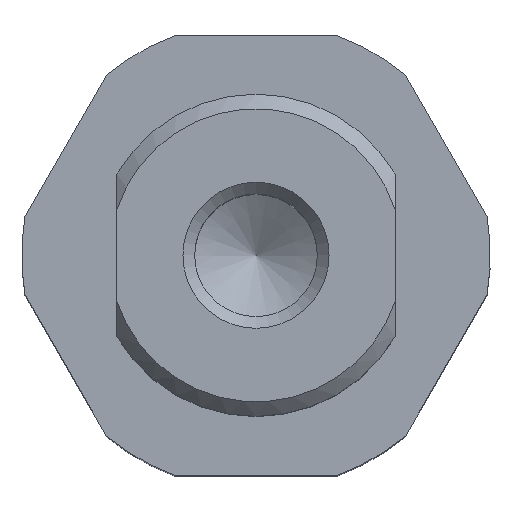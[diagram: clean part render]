
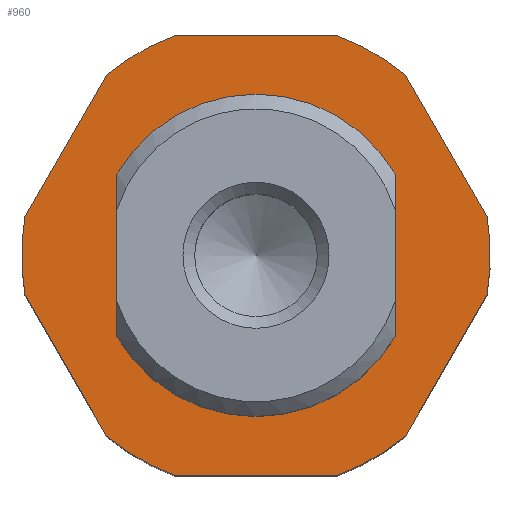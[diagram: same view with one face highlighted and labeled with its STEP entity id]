
A CAD part, top view. The second image highlights one B-rep face of the part: STEP entity #960.
In plain terms, the highlighted planar face has unit normal (0, 0, 1).
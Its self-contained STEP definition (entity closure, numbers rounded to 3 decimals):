
#39=FACE_BOUND('',#186,.T.);
#69=PLANE('',#1051);
#122=FACE_OUTER_BOUND('',#185,.T.);
#185=EDGE_LOOP('',(#820,#821,#822,#823,#824,#825,#826,#827,#828,#829,#830,
#831));
#186=EDGE_LOOP('',(#832,#833,#834,#835));
#214=LINE('',#1396,#294);
#218=LINE('',#1402,#298);
#223=LINE('',#1410,#303);
#239=LINE('',#1480,#319);
#240=LINE('',#1483,#320);
#245=LINE('',#1512,#325);
#247=LINE('',#1526,#327);
#267=LINE('',#1589,#347);
#294=VECTOR('',#1121,11.136);
#298=VECTOR('',#1129,11.136);
#303=VECTOR('',#1140,11.136);
#319=VECTOR('',#1206,11.136);
#320=VECTOR('',#1211,11.136);
#325=VECTOR('',#1228,11.091);
#327=VECTOR('',#1242,11.091);
#347=VECTOR('',#1310,11.136);
#349=CIRCLE('',#966,16.);
#351=CIRCLE('',#969,16.);
#353=CIRCLE('',#972,16.);
#355=CIRCLE('',#975,16.);
#357=CIRCLE('',#978,16.);
#359=CIRCLE('',#981,16.);
#373=CIRCLE('',#1020,11.);
#376=CIRCLE('',#1026,11.);
#387=VERTEX_POINT('',#1320);
#388=VERTEX_POINT('',#1322);
#393=VERTEX_POINT('',#1333);
#394=VERTEX_POINT('',#1335);
#399=VERTEX_POINT('',#1346);
#400=VERTEX_POINT('',#1348);
#405=VERTEX_POINT('',#1359);
#406=VERTEX_POINT('',#1361);
#411=VERTEX_POINT('',#1372);
#412=VERTEX_POINT('',#1374);
#417=VERTEX_POINT('',#1385);
#418=VERTEX_POINT('',#1387);
#441=VERTEX_POINT('',#1498);
#442=VERTEX_POINT('',#1500);
#445=VERTEX_POINT('',#1510);
#448=VERTEX_POINT('',#1522);
#471=EDGE_CURVE('',#388,#387,#349,.T.);
#477=EDGE_CURVE('',#394,#393,#351,.T.);
#483=EDGE_CURVE('',#400,#399,#353,.T.);
#489=EDGE_CURVE('',#406,#405,#355,.T.);
#495=EDGE_CURVE('',#412,#411,#357,.T.);
#501=EDGE_CURVE('',#418,#417,#359,.T.);
#506=EDGE_CURVE('',#405,#394,#214,.T.);
#510=EDGE_CURVE('',#411,#388,#218,.T.);
#515=EDGE_CURVE('',#417,#400,#223,.T.);
#546=EDGE_CURVE('',#387,#418,#239,.T.);
#547=EDGE_CURVE('',#399,#406,#240,.T.);
#553=EDGE_CURVE('',#442,#441,#373,.T.);
#558=EDGE_CURVE('',#441,#445,#245,.T.);
#563=EDGE_CURVE('',#445,#448,#376,.T.);
#564=EDGE_CURVE('',#448,#442,#247,.T.);
#591=EDGE_CURVE('',#393,#412,#267,.T.);
#820=ORIENTED_EDGE('',*,*,#471,.T.);
#821=ORIENTED_EDGE('',*,*,#546,.T.);
#822=ORIENTED_EDGE('',*,*,#501,.T.);
#823=ORIENTED_EDGE('',*,*,#515,.T.);
#824=ORIENTED_EDGE('',*,*,#483,.T.);
#825=ORIENTED_EDGE('',*,*,#547,.T.);
#826=ORIENTED_EDGE('',*,*,#489,.T.);
#827=ORIENTED_EDGE('',*,*,#506,.T.);
#828=ORIENTED_EDGE('',*,*,#477,.T.);
#829=ORIENTED_EDGE('',*,*,#591,.T.);
#830=ORIENTED_EDGE('',*,*,#495,.T.);
#831=ORIENTED_EDGE('',*,*,#510,.T.);
#832=ORIENTED_EDGE('',*,*,#553,.T.);
#833=ORIENTED_EDGE('',*,*,#558,.T.);
#834=ORIENTED_EDGE('',*,*,#563,.T.);
#835=ORIENTED_EDGE('',*,*,#564,.T.);
#960=ADVANCED_FACE('',(#122,#39),#69,.T.);
#966=AXIS2_PLACEMENT_3D('',#1323,#1061,#1062);
#969=AXIS2_PLACEMENT_3D('',#1336,#1071,#1072);
#972=AXIS2_PLACEMENT_3D('',#1349,#1081,#1082);
#975=AXIS2_PLACEMENT_3D('',#1362,#1091,#1092);
#978=AXIS2_PLACEMENT_3D('',#1375,#1101,#1102);
#981=AXIS2_PLACEMENT_3D('',#1388,#1111,#1112);
#1020=AXIS2_PLACEMENT_3D('',#1501,#1221,#1222);
#1026=AXIS2_PLACEMENT_3D('',#1524,#1238,#1239);
#1051=AXIS2_PLACEMENT_3D('',#1588,#1308,#1309);
#1061=DIRECTION('center_axis',(0.,0.,1.));
#1062=DIRECTION('ref_axis',(-0.986,0.167,0.));
#1071=DIRECTION('center_axis',(0.,0.,1.));
#1072=DIRECTION('ref_axis',(0.638,0.77,0.));
#1081=DIRECTION('center_axis',(0.,0.,1.));
#1082=DIRECTION('ref_axis',(0.348,-0.937,0.));
#1091=DIRECTION('center_axis',(0.,0.,1.));
#1092=DIRECTION('ref_axis',(0.986,-0.167,0.));
#1101=DIRECTION('center_axis',(0.,0.,1.));
#1102=DIRECTION('ref_axis',(-0.348,0.937,0.));
#1111=DIRECTION('center_axis',(0.,0.,1.));
#1112=DIRECTION('ref_axis',(-0.638,-0.77,0.));
#1121=DIRECTION('',(0.5,-0.866,0.));
#1129=DIRECTION('',(0.5,0.866,0.));
#1140=DIRECTION('',(-1.,0.,0.));
#1206=DIRECTION('',(-0.5,0.866,0.));
#1211=DIRECTION('',(-0.5,-0.866,0.));
#1221=DIRECTION('center_axis',(0.,0.,-1.));
#1222=DIRECTION('ref_axis',(-1.,0.,0.));
#1228=DIRECTION('',(0.,1.,0.));
#1238=DIRECTION('center_axis',(0.,0.,-1.));
#1239=DIRECTION('ref_axis',(-1.,0.,0.));
#1242=DIRECTION('',(0.,-1.,0.));
#1308=DIRECTION('center_axis',(0.,0.,1.));
#1309=DIRECTION('ref_axis',(1.,0.,0.));
#1310=DIRECTION('',(1.,0.,0.));
#1320=CARTESIAN_POINT('',(15.774,2.678,0.));
#1322=CARTESIAN_POINT('',(15.774,-2.678,0.));
#1323=CARTESIAN_POINT('Origin',(0.,0.,0.));
#1333=CARTESIAN_POINT('',(-5.568,-15.,0.));
#1335=CARTESIAN_POINT('',(-10.206,-12.322,0.));
#1336=CARTESIAN_POINT('Origin',(0.,0.,0.));
#1346=CARTESIAN_POINT('',(-10.207,12.322,0.));
#1348=CARTESIAN_POINT('',(-5.568,15.,0.));
#1349=CARTESIAN_POINT('Origin',(0.,0.,0.));
#1359=CARTESIAN_POINT('',(-15.774,-2.678,0.));
#1361=CARTESIAN_POINT('',(-15.774,2.678,0.));
#1362=CARTESIAN_POINT('Origin',(0.,0.,0.));
#1372=CARTESIAN_POINT('',(10.207,-12.322,0.));
#1374=CARTESIAN_POINT('',(5.568,-15.,0.));
#1375=CARTESIAN_POINT('Origin',(0.,0.,0.));
#1385=CARTESIAN_POINT('',(5.568,15.,0.));
#1387=CARTESIAN_POINT('',(10.206,12.322,0.));
#1388=CARTESIAN_POINT('Origin',(0.,0.,0.));
#1396=CARTESIAN_POINT('',(-17.321,0.,0.));
#1402=CARTESIAN_POINT('',(8.66,-15.,0.));
#1410=CARTESIAN_POINT('',(8.66,15.,0.));
#1480=CARTESIAN_POINT('',(17.321,0.,0.));
#1483=CARTESIAN_POINT('',(-8.66,15.,0.));
#1498=CARTESIAN_POINT('',(-9.5,-5.545,0.));
#1500=CARTESIAN_POINT('',(9.5,-5.545,0.));
#1501=CARTESIAN_POINT('Origin',(0.,0.,0.));
#1510=CARTESIAN_POINT('',(-9.5,5.545,0.));
#1512=CARTESIAN_POINT('',(-9.5,-5.545,0.));
#1522=CARTESIAN_POINT('',(9.5,5.545,0.));
#1524=CARTESIAN_POINT('Origin',(0.,0.,0.));
#1526=CARTESIAN_POINT('',(9.5,5.545,0.));
#1588=CARTESIAN_POINT('Origin',(0.,0.,
0.));
#1589=CARTESIAN_POINT('',(-8.66,-15.,0.));
